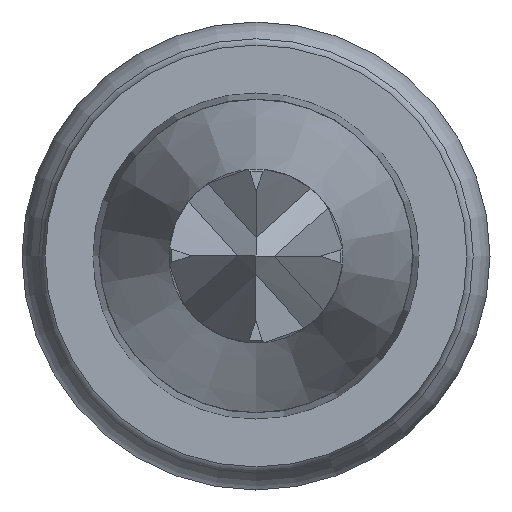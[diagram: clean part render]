
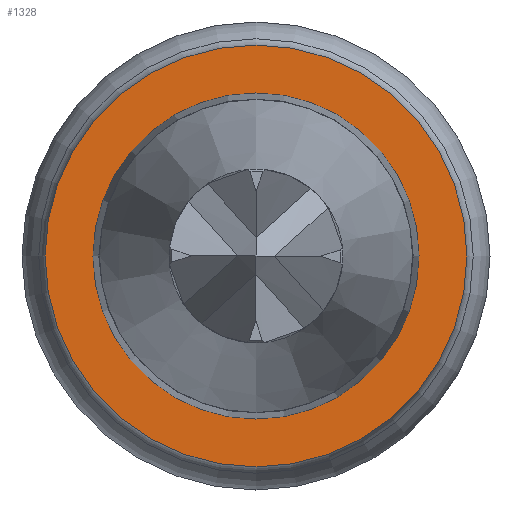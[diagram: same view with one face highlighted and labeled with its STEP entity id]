
A CAD part, left-side view. The second image highlights one B-rep face of the part: STEP entity #1328.
In plain terms, the highlighted planar face has unit normal (-1, 0, 0).
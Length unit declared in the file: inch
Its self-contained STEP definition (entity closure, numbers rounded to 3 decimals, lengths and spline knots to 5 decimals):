
#58 = PLANE ( 'NONE',  #2049 ) ;
#166 = CIRCLE ( 'NONE', #1244, 0.02425 ) ;
#323 = CARTESIAN_POINT ( 'NONE',  ( 0., 0., 0. ) ) ;
#369 = DIRECTION ( 'NONE',  ( 0., 0., -1. ) ) ;
#1089 = CARTESIAN_POINT ( 'NONE',  ( 0., 0., 0. ) ) ;
#1102 = DIRECTION ( 'NONE',  ( 0., 0., -1. ) ) ;
#1182 = CARTESIAN_POINT ( 'NONE',  ( 0., 0.02725, 0. ) ) ;
#1244 = AXIS2_PLACEMENT_3D ( 'NONE', #323, #1456, #2299 ) ;
#1328 = ADVANCED_FACE ( 'NONE', ( #3442, #2826 ), #58, .F. ) ;
#1336 = CARTESIAN_POINT ( 'NONE',  ( 0., 0., -0.01874 ) ) ;
#1356 = DIRECTION ( 'NONE',  ( 1., 0., 0. ) ) ;
#1456 = DIRECTION ( 'NONE',  ( 1., 0., 0. ) ) ;
#1473 = CIRCLE ( 'NONE', #1596, 0.01874 ) ;
#1511 = EDGE_CURVE ( 'NONE', #2594, #2594, #1473, .T. ) ;
#1596 = AXIS2_PLACEMENT_3D ( 'NONE', #1089, #1356, #1102 ) ;
#1618 = EDGE_LOOP ( 'NONE', ( #2925 ) ) ;
#1663 = ORIENTED_EDGE ( 'NONE', *, *, #2938, .F. ) ;
#2049 = AXIS2_PLACEMENT_3D ( 'NONE', #1182, #2327, #369 ) ;
#2066 = VERTEX_POINT ( 'NONE', #3563 ) ;
#2299 = DIRECTION ( 'NONE',  ( 0., 0., -1. ) ) ;
#2327 = DIRECTION ( 'NONE',  ( 1., 0., 0. ) ) ;
#2594 = VERTEX_POINT ( 'NONE', #1336 ) ;
#2826 = FACE_OUTER_BOUND ( 'NONE', #3507, .T. ) ;
#2925 = ORIENTED_EDGE ( 'NONE', *, *, #1511, .T. ) ;
#2938 = EDGE_CURVE ( 'NONE', #2066, #2066, #166, .T. ) ;
#3442 = FACE_BOUND ( 'NONE', #1618, .T. ) ;
#3507 = EDGE_LOOP ( 'NONE', ( #1663 ) ) ;
#3563 = CARTESIAN_POINT ( 'NONE',  ( 0., 0., -0.02425 ) ) ;
